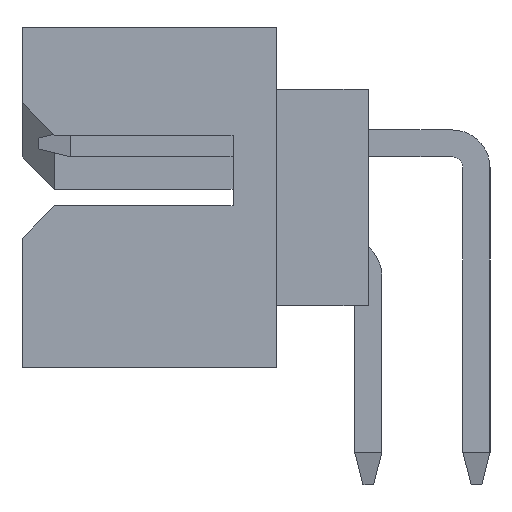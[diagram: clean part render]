
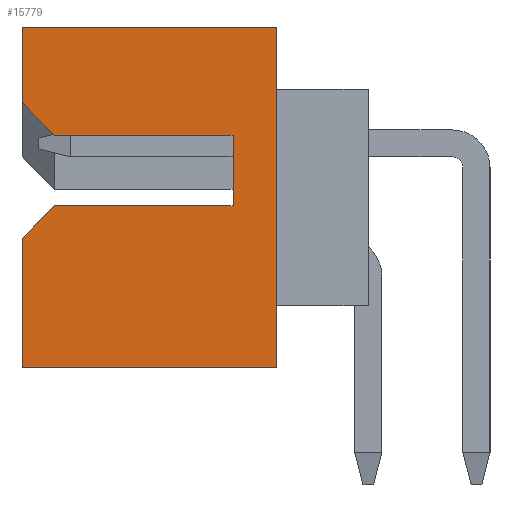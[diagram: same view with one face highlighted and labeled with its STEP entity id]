
A CAD part, left-side view. The second image highlights one B-rep face of the part: STEP entity #15779.
In plain terms, the highlighted planar face has unit normal (-1, 0, 0).
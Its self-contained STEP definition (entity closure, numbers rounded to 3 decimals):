
#1=DIRECTION('',(0.,-1.,0.));
#2=VECTOR('',#1,4.7);
#3=CARTESIAN_POINT('',(-21.325,3.2,-3.15));
#4=LINE('',#3,#2);
#17=DIRECTION('',(0.,0.707,-0.707));
#18=VECTOR('',#17,0.849);
#19=CARTESIAN_POINT('',(-21.325,2.6,-0.15));
#20=LINE('',#19,#18);
#21=DIRECTION('',(0.,-1.,0.));
#22=VECTOR('',#21,3.3);
#23=CARTESIAN_POINT('',(-21.325,2.6,-0.15));
#24=LINE('',#23,#22);
#25=DIRECTION('',(0.,0.,-1.));
#26=VECTOR('',#25,1.3);
#27=CARTESIAN_POINT('',(-21.325,-0.7,1.15));
#28=LINE('',#27,#26);
#29=DIRECTION('',(0.,-1.,0.));
#30=VECTOR('',#29,3.3);
#31=CARTESIAN_POINT('',(-21.325,2.6,1.15));
#32=LINE('',#31,#30);
#33=DIRECTION('',(0.,-0.707,-0.707));
#34=VECTOR('',#33,0.849);
#35=CARTESIAN_POINT('',(-21.325,3.2,1.75));
#36=LINE('',#35,#34);
#37=DIRECTION('',(0.,0.,1.));
#38=VECTOR('',#37,1.4);
#39=CARTESIAN_POINT('',(-21.325,3.2,1.75));
#40=LINE('',#39,#38);
#41=DIRECTION('',(0.,0.,1.));
#42=VECTOR('',#41,6.3);
#43=CARTESIAN_POINT('',(-21.325,-1.5,-3.15));
#44=LINE('',#43,#42);
#45=DIRECTION('',(0.,0.,1.));
#46=VECTOR('',#45,2.4);
#47=CARTESIAN_POINT('',(-21.325,3.2,-3.15));
#48=LINE('',#47,#46);
#11151=DIRECTION('',(0.,-1.,0.));
#11152=VECTOR('',#11151,4.7);
#11153=CARTESIAN_POINT('',(-21.325,3.2,3.15));
#11154=LINE('',#11153,#11152);
#12010=CARTESIAN_POINT('',(-21.325,3.2,-3.15));
#12012=VERTEX_POINT('',#12010);
#12029=CARTESIAN_POINT('',(-21.325,-1.5,-3.15));
#12030=VERTEX_POINT('',#12029);
#12033=CARTESIAN_POINT('',(-21.325,3.2,3.15));
#12034=CARTESIAN_POINT('',(-21.325,-1.5,3.15));
#12035=VERTEX_POINT('',#12033);
#12036=VERTEX_POINT('',#12034);
#12093=CARTESIAN_POINT('',(-21.325,-0.7,1.15));
#12094=CARTESIAN_POINT('',(-21.325,-0.7,-0.15));
#12095=VERTEX_POINT('',#12093);
#12096=VERTEX_POINT('',#12094);
#12433=CARTESIAN_POINT('',(-21.325,2.6,-0.15));
#12434=CARTESIAN_POINT('',(-21.325,3.2,-0.75));
#12435=VERTEX_POINT('',#12433);
#12436=VERTEX_POINT('',#12434);
#12477=CARTESIAN_POINT('',(-21.325,3.2,1.75));
#12478=CARTESIAN_POINT('',(-21.325,2.6,1.15));
#12479=VERTEX_POINT('',#12477);
#12480=VERTEX_POINT('',#12478);
#15753=CARTESIAN_POINT('',(-21.325,3.2,-3.15));
#15754=DIRECTION('',(-1.,0.,0.));
#15755=DIRECTION('',(0.,-1.,0.));
#15756=AXIS2_PLACEMENT_3D('',#15753,#15754,#15755);
#15757=PLANE('',#15756);
#15759=ORIENTED_EDGE('',*,*,#15758,.F.);
#15761=ORIENTED_EDGE('',*,*,#15760,.T.);
#15763=ORIENTED_EDGE('',*,*,#15762,.F.);
#15765=ORIENTED_EDGE('',*,*,#15764,.F.);
#15767=ORIENTED_EDGE('',*,*,#15766,.F.);
#15769=ORIENTED_EDGE('',*,*,#15768,.T.);
#15771=ORIENTED_EDGE('',*,*,#15770,.T.);
#15773=ORIENTED_EDGE('',*,*,#15772,.F.);
#15774=ORIENTED_EDGE('',*,*,#15742,.F.);
#15776=ORIENTED_EDGE('',*,*,#15775,.T.);
#15777=EDGE_LOOP('',(#15759,#15761,#15763,#15765,#15767,#15769,#15771,#15773,
#15774,#15776));
#15778=FACE_OUTER_BOUND('',#15777,.F.);
#15779=ADVANCED_FACE('',(#15778),#15757,.T.);
#15742=EDGE_CURVE('',#12012,#12030,#4,.T.);
#15758=EDGE_CURVE('',#12435,#12436,#20,.T.);
#15760=EDGE_CURVE('',#12435,#12096,#24,.T.);
#15762=EDGE_CURVE('',#12095,#12096,#28,.T.);
#15764=EDGE_CURVE('',#12480,#12095,#32,.T.);
#15766=EDGE_CURVE('',#12479,#12480,#36,.T.);
#15768=EDGE_CURVE('',#12479,#12035,#40,.T.);
#15770=EDGE_CURVE('',#12035,#12036,#11154,.T.);
#15772=EDGE_CURVE('',#12030,#12036,#44,.T.);
#15775=EDGE_CURVE('',#12012,#12436,#48,.T.);
